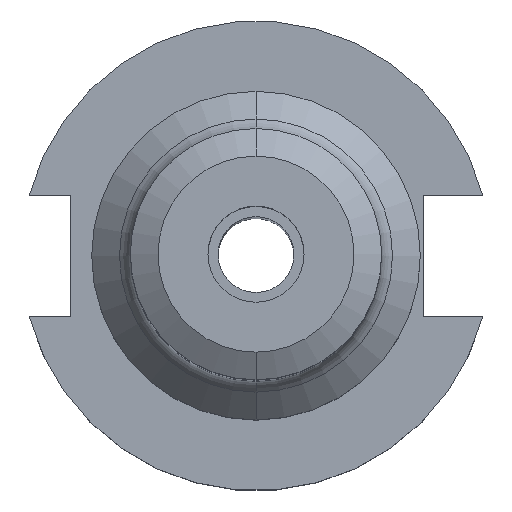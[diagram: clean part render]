
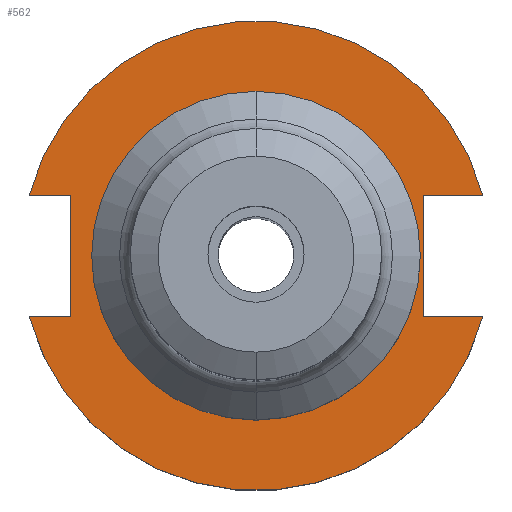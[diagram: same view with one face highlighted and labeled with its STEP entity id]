
A CAD part, top view. The second image highlights one B-rep face of the part: STEP entity #562.
In plain terms, the highlighted planar face has unit normal (0, 0, 1).
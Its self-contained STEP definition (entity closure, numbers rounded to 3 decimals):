
#4 = ORIENTED_EDGE ( 'NONE', *, *, #1717, .T. ) ;
#29 = CARTESIAN_POINT ( 'NONE',  ( 22.606, -8.191, 19.05 ) ) ;
#58 = DIRECTION ( 'NONE',  ( 1., 0., 0. ) ) ;
#67 = EDGE_CURVE ( 'NONE', #836, #1804, #166, .T. ) ;
#105 = CARTESIAN_POINT ( 'NONE',  ( 30.675, 8.191, 19.05 ) ) ;
#119 = VERTEX_POINT ( 'NONE', #1764 ) ;
#166 = LINE ( 'NONE', #168, #1748 ) ;
#168 = CARTESIAN_POINT ( 'NONE',  ( 0., -8.191, 19.05 ) ) ;
#174 = DIRECTION ( 'NONE',  ( -1., 0., 0. ) ) ;
#182 = CARTESIAN_POINT ( 'NONE',  ( -30.675, -8.191, 19.05 ) ) ;
#189 = VECTOR ( 'NONE', #1403, 1000. ) ;
#275 = EDGE_CURVE ( 'NONE', #836, #711, #1007, .T. ) ;
#281 = ORIENTED_EDGE ( 'NONE', *, *, #1004, .F. ) ;
#294 = DIRECTION ( 'NONE',  ( 0., 0., 1. ) ) ;
#303 = ORIENTED_EDGE ( 'NONE', *, *, #1347, .F. ) ;
#316 = CARTESIAN_POINT ( 'NONE',  ( 0., 8.191, 19.05 ) ) ;
#328 = VECTOR ( 'NONE', #174, 1000. ) ;
#345 = CARTESIAN_POINT ( 'NONE',  ( 22.225, 0., 19.05 ) ) ;
#348 = CARTESIAN_POINT ( 'NONE',  ( -25.091, 8.191, 19.05 ) ) ;
#372 = CARTESIAN_POINT ( 'NONE',  ( 22.606, 22.225, 19.05 ) ) ;
#385 = VECTOR ( 'NONE', #1930, 1000. ) ;
#430 = LINE ( 'NONE', #316, #328 ) ;
#435 = CARTESIAN_POINT ( 'NONE',  ( -61.091, 8.191, 19.05 ) ) ;
#443 = CARTESIAN_POINT ( 'NONE',  ( 0., 0., 19.05 ) ) ;
#451 = CIRCLE ( 'NONE', #753, 22.225 ) ;
#484 = LINE ( 'NONE', #551, #385 ) ;
#485 = AXIS2_PLACEMENT_3D ( 'NONE', #1422, #495, #1568 ) ;
#495 = DIRECTION ( 'NONE',  ( 0., 0., -1. ) ) ;
#506 = EDGE_CURVE ( 'NONE', #1964, #119, #1519, .T. ) ;
#534 = AXIS2_PLACEMENT_3D ( 'NONE', #443, #1522, #601 ) ;
#551 = CARTESIAN_POINT ( 'NONE',  ( -61.091, -8.191, 19.05 ) ) ;
#562 = ADVANCED_FACE ( 'NONE', ( #1024, #1427 ), #951, .F. ) ;
#565 = CIRCLE ( 'NONE', #1602, 22.225 ) ;
#576 = CARTESIAN_POINT ( 'NONE',  ( 0., 0., 19.05 ) ) ;
#596 = ORIENTED_EDGE ( 'NONE', *, *, #1589, .F. ) ;
#601 = DIRECTION ( 'NONE',  ( 1., 0., 0. ) ) ;
#628 = ORIENTED_EDGE ( 'NONE', *, *, #1131, .T. ) ;
#654 = DIRECTION ( 'NONE',  ( 0., -1., 0. ) ) ;
#701 = VECTOR ( 'NONE', #654, 1000. ) ;
#711 = VERTEX_POINT ( 'NONE', #911 ) ;
#722 = DIRECTION ( 'NONE',  ( 1., 0., 0. ) ) ;
#753 = AXIS2_PLACEMENT_3D ( 'NONE', #576, #1647, #722 ) ;
#760 = DIRECTION ( 'NONE',  ( 1., 0., 0. ) ) ;
#795 = LINE ( 'NONE', #435, #1960 ) ;
#826 = VERTEX_POINT ( 'NONE', #182 ) ;
#836 = VERTEX_POINT ( 'NONE', #29 ) ;
#911 = CARTESIAN_POINT ( 'NONE',  ( 22.606, 8.191, 19.05 ) ) ;
#917 = ORIENTED_EDGE ( 'NONE', *, *, #1683, .T. ) ;
#934 = CARTESIAN_POINT ( 'NONE',  ( -22.225, 0., 19.05 ) ) ;
#951 = PLANE ( 'NONE',  #485 ) ;
#962 = ORIENTED_EDGE ( 'NONE', *, *, #506, .T. ) ;
#969 = VERTEX_POINT ( 'NONE', #1697 ) ;
#976 = DIRECTION ( 'NONE',  ( 0., 0., 1. ) ) ;
#978 = ORIENTED_EDGE ( 'NONE', *, *, #67, .F. ) ;
#1004 = EDGE_CURVE ( 'NONE', #1550, #711, #430, .T. ) ;
#1007 = LINE ( 'NONE', #372, #189 ) ;
#1018 = VERTEX_POINT ( 'NONE', #934 ) ;
#1024 = FACE_BOUND ( 'NONE', #1471, .T. ) ;
#1131 = EDGE_CURVE ( 'NONE', #826, #1804, #1469, .T. ) ;
#1214 = DIRECTION ( 'NONE',  ( 1., 0., 0. ) ) ;
#1217 = CARTESIAN_POINT ( 'NONE',  ( 0., 0., 19.05 ) ) ;
#1347 = EDGE_CURVE ( 'NONE', #826, #119, #484, .T. ) ;
#1375 = VERTEX_POINT ( 'NONE', #345 ) ;
#1382 = DIRECTION ( 'NONE',  ( 1., 0., 0. ) ) ;
#1403 = DIRECTION ( 'NONE',  ( 0., 1., 0. ) ) ;
#1422 = CARTESIAN_POINT ( 'NONE',  ( 0., 22.225, 19.05 ) ) ;
#1427 = FACE_OUTER_BOUND ( 'NONE', #1483, .T. ) ;
#1469 = CIRCLE ( 'NONE', #534, 31.75 ) ;
#1471 = EDGE_LOOP ( 'NONE', ( #596, #1566 ) ) ;
#1483 = EDGE_LOOP ( 'NONE', ( #962, #303, #628, #978, #1943, #281, #4, #917 ) ) ;
#1519 = LINE ( 'NONE', #1570, #701 ) ;
#1522 = DIRECTION ( 'NONE',  ( 0., 0., 1. ) ) ;
#1550 = VERTEX_POINT ( 'NONE', #105 ) ;
#1565 = CIRCLE ( 'NONE', #1886, 31.75 ) ;
#1566 = ORIENTED_EDGE ( 'NONE', *, *, #1871, .F. ) ;
#1568 = DIRECTION ( 'NONE',  ( -1., 0., 0. ) ) ;
#1570 = CARTESIAN_POINT ( 'NONE',  ( -25.091, 8.191, 19.05 ) ) ;
#1589 = EDGE_CURVE ( 'NONE', #1375, #1018, #451, .T. ) ;
#1602 = AXIS2_PLACEMENT_3D ( 'NONE', #1880, #976, #58 ) ;
#1647 = DIRECTION ( 'NONE',  ( 0., 0., 1. ) ) ;
#1683 = EDGE_CURVE ( 'NONE', #969, #1964, #795, .T. ) ;
#1697 = CARTESIAN_POINT ( 'NONE',  ( -30.675, 8.191, 19.05 ) ) ;
#1704 = CARTESIAN_POINT ( 'NONE',  ( 30.675, -8.191, 19.05 ) ) ;
#1717 = EDGE_CURVE ( 'NONE', #1550, #969, #1565, .T. ) ;
#1748 = VECTOR ( 'NONE', #760, 1000. ) ;
#1764 = CARTESIAN_POINT ( 'NONE',  ( -25.091, -8.191, 19.05 ) ) ;
#1804 = VERTEX_POINT ( 'NONE', #1704 ) ;
#1871 = EDGE_CURVE ( 'NONE', #1018, #1375, #565, .T. ) ;
#1880 = CARTESIAN_POINT ( 'NONE',  ( 0., 0., 19.05 ) ) ;
#1886 = AXIS2_PLACEMENT_3D ( 'NONE', #1217, #294, #1382 ) ;
#1930 = DIRECTION ( 'NONE',  ( 1., 0., 0. ) ) ;
#1943 = ORIENTED_EDGE ( 'NONE', *, *, #275, .T. ) ;
#1960 = VECTOR ( 'NONE', #1214, 1000. ) ;
#1964 = VERTEX_POINT ( 'NONE', #348 ) ;
